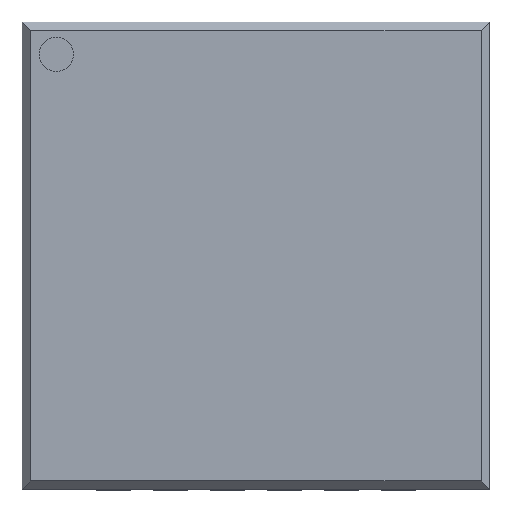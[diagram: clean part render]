
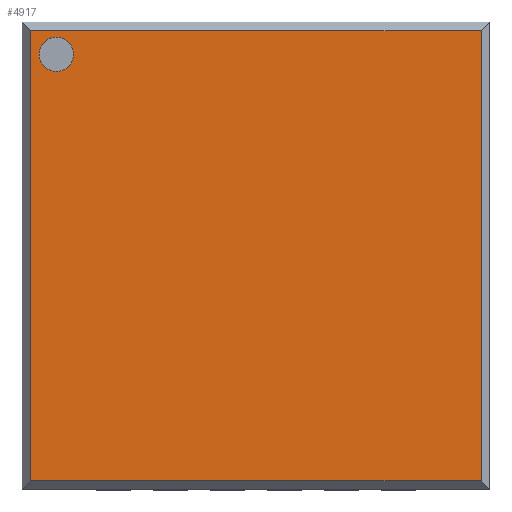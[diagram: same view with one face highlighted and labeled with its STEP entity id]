
A CAD part, top view. The second image highlights one B-rep face of the part: STEP entity #4917.
In plain terms, the highlighted planar face has unit normal (0, 0, 1).
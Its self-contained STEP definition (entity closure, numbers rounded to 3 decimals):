
#13=FACE_BOUND('',#542,.T.);
#52=CIRCLE('',#5152,0.15);
#284=FACE_OUTER_BOUND('',#541,.T.);
#541=EDGE_LOOP('',(#3767,#3768,#3769,#3770));
#542=EDGE_LOOP('',(#3771));
#1064=LINE('',#7535,#1673);
#1068=LINE('',#7543,#1677);
#1071=LINE('',#7549,#1680);
#1075=LINE('',#7555,#1684);
#1673=VECTOR('',#6165,1.);
#1677=VECTOR('',#6171,1.);
#1680=VECTOR('',#6176,1.);
#1684=VECTOR('',#6182,1.);
#2029=VERTEX_POINT('',#7141);
#2183=VERTEX_POINT('',#7533);
#2184=VERTEX_POINT('',#7534);
#2187=VERTEX_POINT('',#7542);
#2189=VERTEX_POINT('',#7548);
#2555=EDGE_CURVE('',#2029,#2029,#52,.T.);
#2738=EDGE_CURVE('',#2183,#2184,#1064,.T.);
#2742=EDGE_CURVE('',#2184,#2187,#1068,.T.);
#2745=EDGE_CURVE('',#2187,#2189,#1071,.T.);
#2749=EDGE_CURVE('',#2189,#2183,#1075,.T.);
#3767=ORIENTED_EDGE('',*,*,#2738,.F.);
#3768=ORIENTED_EDGE('',*,*,#2749,.F.);
#3769=ORIENTED_EDGE('',*,*,#2745,.F.);
#3770=ORIENTED_EDGE('',*,*,#2742,.F.);
#3771=ORIENTED_EDGE('',*,*,#2555,.T.);
#4412=PLANE('',#5214);
#4917=ADVANCED_FACE('',(#284,#13),#4412,.T.);
#5152=AXIS2_PLACEMENT_3D('',#7142,#5870,#5871);
#5214=AXIS2_PLACEMENT_3D('',#7584,#6210,#6211);
#5870=DIRECTION('center_axis',(0.,0.,-1.));
#5871=DIRECTION('ref_axis',(1.,0.,0.));
#6165=DIRECTION('',(0.,-1.,0.));
#6171=DIRECTION('',(-1.,0.,0.));
#6176=DIRECTION('',(0.,1.,0.));
#6182=DIRECTION('',(1.,0.,0.));
#6210=DIRECTION('center_axis',(0.,0.,1.));
#6211=DIRECTION('ref_axis',(-1.,0.,0.));
#7141=CARTESIAN_POINT('',(-1.9,1.767,0.8));
#7142=CARTESIAN_POINT('Origin',(-1.75,1.767,0.8));
#7533=CARTESIAN_POINT('',(1.973,1.975,0.8));
#7534=CARTESIAN_POINT('',(1.973,-1.973,0.8));
#7535=CARTESIAN_POINT('',(1.973,0.001,0.8));
#7542=CARTESIAN_POINT('',(-1.975,-1.973,0.8));
#7543=CARTESIAN_POINT('',(-2.05,-1.973,0.8));
#7548=CARTESIAN_POINT('',(-1.975,1.975,0.8));
#7549=CARTESIAN_POINT('',(-1.975,2.05,0.8));
#7555=CARTESIAN_POINT('',(-0.001,1.975,0.8));
#7584=CARTESIAN_POINT('Origin',(-2.05,2.05,0.8));
